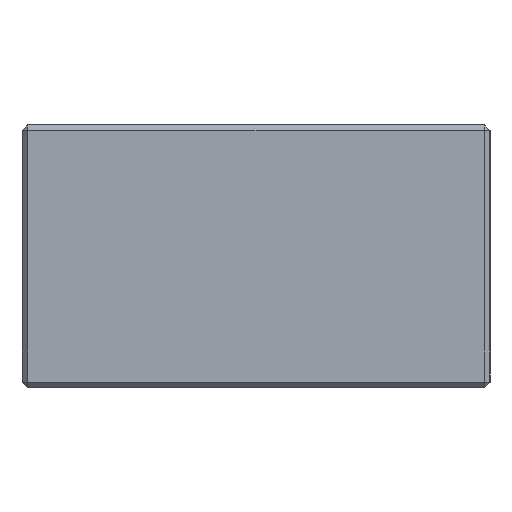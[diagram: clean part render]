
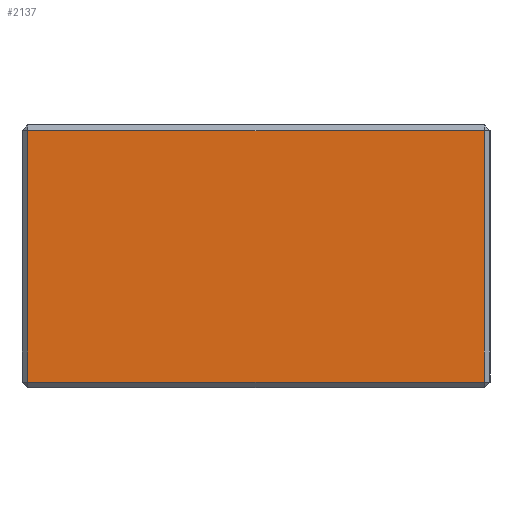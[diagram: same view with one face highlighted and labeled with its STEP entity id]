
A CAD part, left-side view. The second image highlights one B-rep face of the part: STEP entity #2137.
In plain terms, the highlighted planar face has unit normal (-1, 0, 0).
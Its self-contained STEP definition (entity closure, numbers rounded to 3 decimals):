
#25 = VECTOR ( 'NONE', #5412, 1000. ) ;
#331 = ORIENTED_EDGE ( 'NONE', *, *, #3775, .T. ) ;
#401 = EDGE_LOOP ( 'NONE', ( #6279, #3300, #331, #4586 ) ) ;
#463 = VECTOR ( 'NONE', #5432, 1000. ) ;
#657 = LINE ( 'NONE', #3759, #25 ) ;
#741 = CARTESIAN_POINT ( 'NONE',  ( -0.8, 0.39, 0.44 ) ) ;
#1115 = AXIS2_PLACEMENT_3D ( 'NONE', #6004, #6039, #5567 ) ;
#1423 = DIRECTION ( 'NONE',  ( 0., -1., 0. ) ) ;
#1472 = CARTESIAN_POINT ( 'NONE',  ( -0.8, -0.39, 0.44 ) ) ;
#2047 = CARTESIAN_POINT ( 'NONE',  ( -0.8, 0.4, 0.44 ) ) ;
#2137 = ADVANCED_FACE ( 'NONE', ( #4029 ), #6113, .F. ) ;
#2288 = VERTEX_POINT ( 'NONE', #741 ) ;
#2690 = EDGE_CURVE ( 'NONE', #2288, #3038, #4543, .T. ) ;
#3038 = VERTEX_POINT ( 'NONE', #3828 ) ;
#3116 = LINE ( 'NONE', #2047, #5642 ) ;
#3300 = ORIENTED_EDGE ( 'NONE', *, *, #5844, .T. ) ;
#3479 = VERTEX_POINT ( 'NONE', #1472 ) ;
#3588 = DIRECTION ( 'NONE',  ( 0., 1., 0. ) ) ;
#3759 = CARTESIAN_POINT ( 'NONE',  ( -0.8, -0.39, 0.45 ) ) ;
#3775 = EDGE_CURVE ( 'NONE', #4711, #3479, #657, .T. ) ;
#3828 = CARTESIAN_POINT ( 'NONE',  ( -0.8, 0.39, 0.01 ) ) ;
#3864 = EDGE_CURVE ( 'NONE', #3479, #2288, #3116, .T. ) ;
#4029 = FACE_OUTER_BOUND ( 'NONE', #401, .T. ) ;
#4037 = CARTESIAN_POINT ( 'NONE',  ( -0.8, 0.39, 0.45 ) ) ;
#4088 = LINE ( 'NONE', #6143, #6630 ) ;
#4543 = LINE ( 'NONE', #4037, #463 ) ;
#4586 = ORIENTED_EDGE ( 'NONE', *, *, #3864, .T. ) ;
#4711 = VERTEX_POINT ( 'NONE', #6337 ) ;
#5412 = DIRECTION ( 'NONE',  ( 0., 0., 1. ) ) ;
#5432 = DIRECTION ( 'NONE',  ( 0., 0., -1. ) ) ;
#5567 = DIRECTION ( 'NONE',  ( 0., 0., -1. ) ) ;
#5642 = VECTOR ( 'NONE', #3588, 1000. ) ;
#5844 = EDGE_CURVE ( 'NONE', #3038, #4711, #4088, .T. ) ;
#6004 = CARTESIAN_POINT ( 'NONE',  ( -0.8, -0.4, 0.45 ) ) ;
#6039 = DIRECTION ( 'NONE',  ( 1., 0., 0. ) ) ;
#6113 = PLANE ( 'NONE',  #1115 ) ;
#6143 = CARTESIAN_POINT ( 'NONE',  ( -0.8, -0.4, 0.01 ) ) ;
#6279 = ORIENTED_EDGE ( 'NONE', *, *, #2690, .T. ) ;
#6337 = CARTESIAN_POINT ( 'NONE',  ( -0.8, -0.39, 0.01 ) ) ;
#6630 = VECTOR ( 'NONE', #1423, 1000. ) ;
